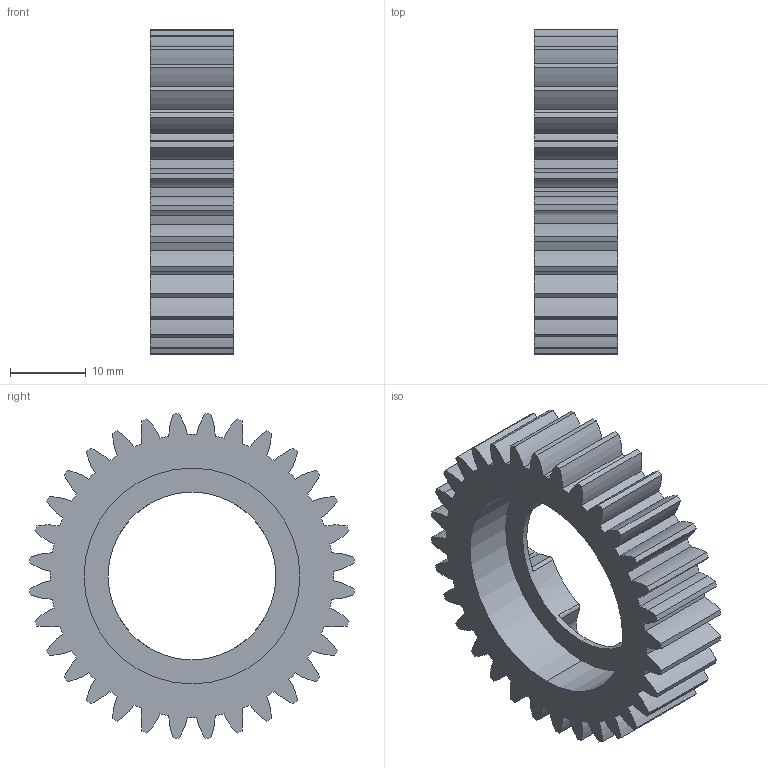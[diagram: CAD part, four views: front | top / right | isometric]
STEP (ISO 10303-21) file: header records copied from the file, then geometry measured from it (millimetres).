
FILE_DESCRIPTION (( 'STEP AP214' ), '1' );
FILE_NAME ('am-3489 32T 20DP 4 Tooth Dog Pattern Gear.STEP', '2016-11-04T21:01:53', ( '' ), ( '' ), 'SwSTEP 2.0', 'SolidWorks 2014', '' );
FILE_SCHEMA (( 'AUTOMOTIVE_DESIGN' ));
Length unit declared in the file: inch
Products named in the file (1): am-3489 32T 20DP 4 Tooth Dog Pattern Gear
Bounding box: 11.11 x 43.04 x 43.04 mm (x, y, z)
Volume: 7249 mm3; surface area: 5677.8 mm2
Topology: 1 solids, 1 shells, 175 faces, 516 edges, 344 vertices
Faces by surface type: cylinder 160, plane 15
Entity records: 6082 total; most frequent: DIRECTION 1196, CARTESIAN_POINT 1036, ORIENTED_EDGE 1032, EDGE_CURVE 516, AXIS2_PLACEMENT_3D 504, VERTEX_POINT 344, CIRCLE 328, LINE 188
